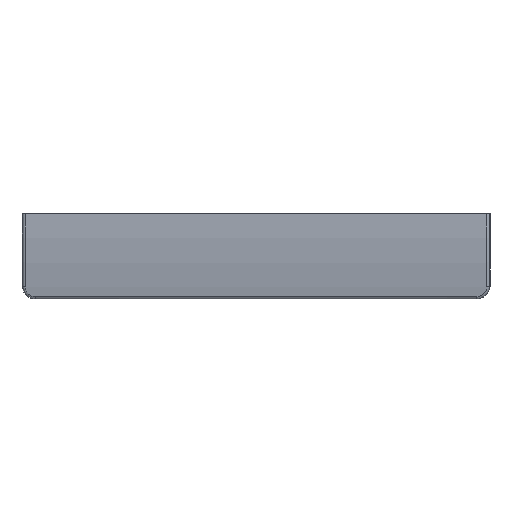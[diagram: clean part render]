
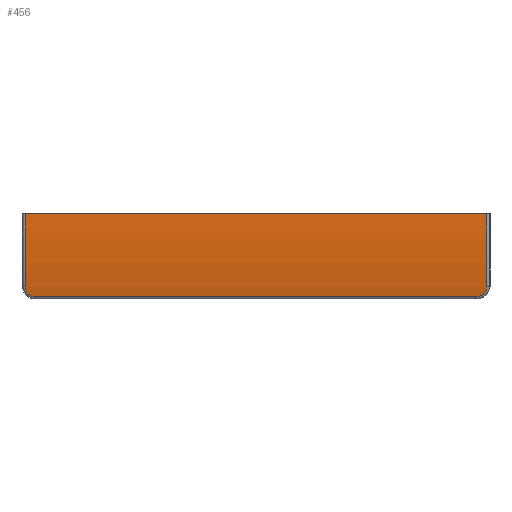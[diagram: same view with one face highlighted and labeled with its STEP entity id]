
A CAD part, top view. The second image highlights one B-rep face of the part: STEP entity #456.
In plain terms, the highlighted cylindrical face has radius 404 mm (diameter 808 mm), a partial arc.
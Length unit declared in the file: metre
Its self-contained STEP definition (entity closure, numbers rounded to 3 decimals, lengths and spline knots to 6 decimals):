
#24=CYLINDRICAL_SURFACE('',#504,0.404);
#32=CIRCLE('',#505,0.404);
#33=CIRCLE('',#506,0.404);
#42=B_SPLINE_CURVE_WITH_KNOTS('',3,(#764,#765,#766,#767,#768,#769),
 .UNSPECIFIED.,.F.,.F.,(4,1,1,4),(0.,0.5,0.75,1.),.UNSPECIFIED.);
#43=B_SPLINE_CURVE_WITH_KNOTS('',3,(#773,#774,#775,#776,#777,#778,#779),
 .UNSPECIFIED.,.F.,.F.,(4,1,1,1,4),(0.,0.25,0.5,0.75,1.),.UNSPECIFIED.);
#102=ORIENTED_EDGE('',*,*,#222,.F.);
#103=ORIENTED_EDGE('',*,*,#223,.F.);
#104=ORIENTED_EDGE('',*,*,#224,.F.);
#105=ORIENTED_EDGE('',*,*,#225,.F.);
#106=ORIENTED_EDGE('',*,*,#226,.F.);
#107=ORIENTED_EDGE('',*,*,#192,.T.);
#192=EDGE_CURVE('',#260,#259,#297,.T.);
#222=EDGE_CURVE('',#279,#259,#32,.T.);
#223=EDGE_CURVE('',#280,#279,#42,.F.);
#224=EDGE_CURVE('',#281,#280,#315,.T.);
#225=EDGE_CURVE('',#282,#281,#43,.F.);
#226=EDGE_CURVE('',#260,#282,#33,.T.);
#259=VERTEX_POINT('',#636);
#260=VERTEX_POINT('',#638);
#279=VERTEX_POINT('',#763);
#280=VERTEX_POINT('',#770);
#281=VERTEX_POINT('',#772);
#282=VERTEX_POINT('',#780);
#297=LINE('',#637,#336);
#315=LINE('',#771,#354);
#336=VECTOR('',#525,1.);
#354=VECTOR('',#575,1.);
#383=EDGE_LOOP('',(#102,#103,#104,#105,#106,#107));
#412=FACE_BOUND('',#383,.T.);
#456=ADVANCED_FACE('',(#412),#24,.T.);
#504=AXIS2_PLACEMENT_3D('',#761,#571,#572);
#505=AXIS2_PLACEMENT_3D('',#762,#573,#574);
#506=AXIS2_PLACEMENT_3D('',#781,#576,#577);
#525=DIRECTION('',(-1.,0.,0.));
#571=DIRECTION('',(-1.,0.,0.));
#572=DIRECTION('',(0.,0.,1.));
#573=DIRECTION('',(-1.,0.,0.));
#574=DIRECTION('',(0.,-0.085,0.996));
#575=DIRECTION('',(-1.,0.,0.));
#576=DIRECTION('',(1.,0.,0.));
#577=DIRECTION('',(0.,-0.085,0.996));
#636=CARTESIAN_POINT('',(0.0025,0.08,0.017));
#637=CARTESIAN_POINT('',(0.44,0.08,0.017));
#638=CARTESIAN_POINT('',(0.4375,0.08,0.017));
#761=CARTESIAN_POINT('',(0.44,0.08,-0.387));
#762=CARTESIAN_POINT('',(0.0025,0.08,-0.387));
#763=CARTESIAN_POINT('',(0.0025,0.011348,0.011124));
#764=CARTESIAN_POINT('',(0.0025,0.011348,0.011124));
#765=CARTESIAN_POINT('',(0.0025,0.008931,0.010707));
#766=CARTESIAN_POINT('',(0.00398,0.005302,0.010041));
#767=CARTESIAN_POINT('',(0.008104,0.002514,0.0095));
#768=CARTESIAN_POINT('',(0.010551,0.002017,0.009402));
#769=CARTESIAN_POINT('',(0.011772,0.002017,0.009402));
#770=CARTESIAN_POINT('',(0.011772,0.002017,0.009402));
#771=CARTESIAN_POINT('',(0.44,0.002017,0.009402));
#772=CARTESIAN_POINT('',(0.428228,0.002017,0.009402));
#773=CARTESIAN_POINT('',(0.428228,0.002017,0.009402));
#774=CARTESIAN_POINT('',(0.429448,0.002017,0.009402));
#775=CARTESIAN_POINT('',(0.431899,0.002514,0.0095));
#776=CARTESIAN_POINT('',(0.434982,0.004609,0.009906));
#777=CARTESIAN_POINT('',(0.437024,0.007709,0.010485));
#778=CARTESIAN_POINT('',(0.4375,0.010134,0.010915));
#779=CARTESIAN_POINT('',(0.4375,0.011348,0.011124));
#780=CARTESIAN_POINT('',(0.4375,0.011348,0.011124));
#781=CARTESIAN_POINT('',(0.4375,0.08,-0.387));
